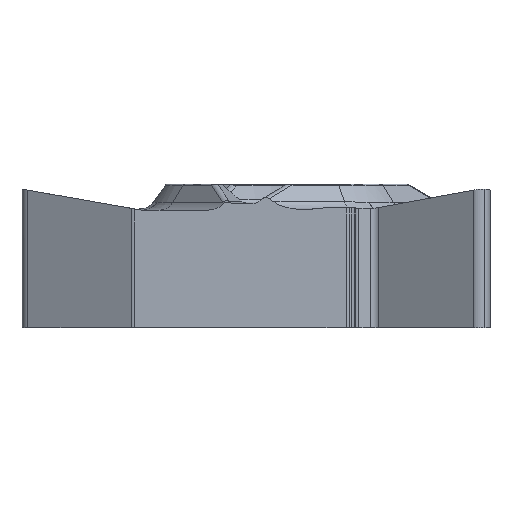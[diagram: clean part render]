
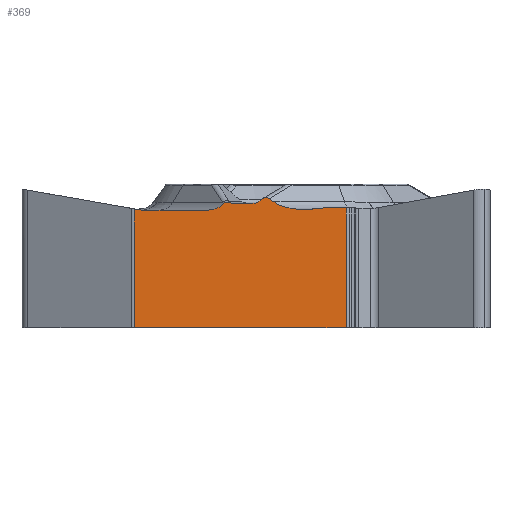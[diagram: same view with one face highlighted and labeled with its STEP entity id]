
A CAD part, left-side view. The second image highlights one B-rep face of the part: STEP entity #369.
In plain terms, the highlighted planar face has unit normal (-1, 0, 0).
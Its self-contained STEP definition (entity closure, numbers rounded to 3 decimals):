
#152=FACE_OUTER_BOUND('',#591,.T.);
#311=ELLIPSE('',#2847,1.5,0.75);
#312=ELLIPSE('',#2848,0.304,0.205);
#313=ELLIPSE('',#2849,0.309,0.3);
#314=ELLIPSE('',#2850,0.309,0.3);
#315=ELLIPSE('',#2851,0.884,0.75);
#369=ADVANCED_FACE('',(#152),#533,.F.);
#533=PLANE('',#2853);
#591=EDGE_LOOP('',(#925,#926,#927,#928,#929,#930,#931,#932,#933,#934,#935,
#936,#937,#938,#939,#940,#941));
#780=CIRCLE('',#2852,0.75);
#925=ORIENTED_EDGE('',*,*,#1996,.F.);
#926=ORIENTED_EDGE('',*,*,#2011,.T.);
#927=ORIENTED_EDGE('',*,*,#2012,.T.);
#928=ORIENTED_EDGE('',*,*,#2013,.T.);
#929=ORIENTED_EDGE('',*,*,#2014,.T.);
#930=ORIENTED_EDGE('',*,*,#2015,.F.);
#931=ORIENTED_EDGE('',*,*,#2016,.F.);
#932=ORIENTED_EDGE('',*,*,#2017,.T.);
#933=ORIENTED_EDGE('',*,*,#2018,.T.);
#934=ORIENTED_EDGE('',*,*,#2019,.T.);
#935=ORIENTED_EDGE('',*,*,#2020,.T.);
#936=ORIENTED_EDGE('',*,*,#2021,.F.);
#937=ORIENTED_EDGE('',*,*,#2022,.T.);
#938=ORIENTED_EDGE('',*,*,#2023,.T.);
#939=ORIENTED_EDGE('',*,*,#2024,.T.);
#940=ORIENTED_EDGE('',*,*,#2025,.T.);
#941=ORIENTED_EDGE('',*,*,#2026,.T.);
#1740=VERTEX_POINT('',#4409);
#1741=VERTEX_POINT('',#4411);
#1755=VERTEX_POINT('',#4441);
#1756=VERTEX_POINT('',#4443);
#1757=VERTEX_POINT('',#4445);
#1758=VERTEX_POINT('',#4447);
#1759=VERTEX_POINT('',#4449);
#1760=VERTEX_POINT('',#4451);
#1761=VERTEX_POINT('',#4453);
#1762=VERTEX_POINT('',#4455);
#1763=VERTEX_POINT('',#4457);
#1764=VERTEX_POINT('',#4459);
#1765=VERTEX_POINT('',#4473);
#1766=VERTEX_POINT('',#4475);
#1767=VERTEX_POINT('',#4477);
#1768=VERTEX_POINT('',#4479);
#1769=VERTEX_POINT('',#4481);
#1996=EDGE_CURVE('',#1740,#1741,#2397,.T.);
#2011=EDGE_CURVE('',#1740,#1755,#2404,.T.);
#2012=EDGE_CURVE('',#1755,#1756,#2405,.T.);
#2013=EDGE_CURVE('',#1756,#1757,#2406,.T.);
#2014=EDGE_CURVE('',#1757,#1758,#311,.T.);
#2015=EDGE_CURVE('',#1759,#1758,#2407,.T.);
#2016=EDGE_CURVE('',#1760,#1759,#312,.T.);
#2017=EDGE_CURVE('',#1760,#1761,#2408,.T.);
#2018=EDGE_CURVE('',#1761,#1762,#313,.T.);
#2019=EDGE_CURVE('',#1762,#1763,#2409,.T.);
#2020=EDGE_CURVE('',#1763,#1764,#314,.T.);
#2021=EDGE_CURVE('',#1765,#1764,#2745,.T.);
#2022=EDGE_CURVE('',#1765,#1766,#315,.T.);
#2023=EDGE_CURVE('',#1766,#1767,#2410,.T.);
#2024=EDGE_CURVE('',#1767,#1768,#780,.T.);
#2025=EDGE_CURVE('',#1768,#1769,#2411,.T.);
#2026=EDGE_CURVE('',#1769,#1741,#2412,.T.);
#2397=LINE('',#4410,#2574);
#2404=LINE('',#4440,#2581);
#2405=LINE('',#4442,#2582);
#2406=LINE('',#4444,#2583);
#2407=LINE('',#4448,#2584);
#2408=LINE('',#4452,#2585);
#2409=LINE('',#4456,#2586);
#2410=LINE('',#4476,#2587);
#2411=LINE('',#4480,#2588);
#2412=LINE('',#4482,#2589);
#2574=VECTOR('',#3178,1.);
#2581=VECTOR('',#3203,1.);
#2582=VECTOR('',#3204,1.);
#2583=VECTOR('',#3205,1.);
#2584=VECTOR('',#3208,1.);
#2585=VECTOR('',#3211,1.);
#2586=VECTOR('',#3214,1.);
#2587=VECTOR('',#3219,1.);
#2588=VECTOR('',#3222,1.);
#2589=VECTOR('',#3223,1.);
#2745=B_SPLINE_CURVE_WITH_KNOTS('',3,(#4460,#4461,#4462,#4463,#4464,#4465,
#4466,#4467,#4468,#4469,#4470,#4471,#4472),.UNSPECIFIED.,.F.,.F.,(4,3,3,
3,4),(0.,0.251,0.501,0.761,1.),
 .UNSPECIFIED.);
#2847=AXIS2_PLACEMENT_3D('',#4446,#3206,#3207);
#2848=AXIS2_PLACEMENT_3D('',#4450,#3209,#3210);
#2849=AXIS2_PLACEMENT_3D('',#4454,#3212,#3213);
#2850=AXIS2_PLACEMENT_3D('',#4458,#3215,#3216);
#2851=AXIS2_PLACEMENT_3D('',#4474,#3217,#3218);
#2852=AXIS2_PLACEMENT_3D('',#4478,#3220,#3221);
#2853=AXIS2_PLACEMENT_3D('',#4483,#3224,#3225);
#3178=DIRECTION('',(0.,1.,0.));
#3203=DIRECTION('',(0.,0.,1.));
#3204=DIRECTION('',(0.,1.,0.));
#3205=DIRECTION('',(0.,0.996,-0.088));
#3206=DIRECTION('',(1.,0.,0.));
#3207=DIRECTION('',(0.,1.,0.));
#3208=DIRECTION('',(0.,-0.814,-0.581));
#3209=DIRECTION('',(1.,0.,0.));
#3210=DIRECTION('',(0.,-0.858,0.514));
#3211=DIRECTION('',(0.,0.775,-0.631));
#3212=DIRECTION('',(1.,0.,0.));
#3213=DIRECTION('',(0.,-1.,0.));
#3214=DIRECTION('',(0.,1.,0.));
#3215=DIRECTION('',(1.,0.,0.));
#3216=DIRECTION('',(0.,-1.,0.));
#3217=DIRECTION('',(1.,0.,0.));
#3218=DIRECTION('',(0.,-1.,0.));
#3219=DIRECTION('',(0.,1.,0.));
#3220=DIRECTION('',(1.,0.,0.));
#3221=DIRECTION('',(0.,1.,0.));
#3222=DIRECTION('',(0.,0.985,0.174));
#3223=DIRECTION('',(0.,0.,-1.));
#3224=DIRECTION('',(1.,0.,0.));
#3225=DIRECTION('',(0.,1.,0.));
#4409=CARTESIAN_POINT('',(-6.35,-2.742,-5.56));
#4410=CARTESIAN_POINT('',(-6.35,8.7,-5.56));
#4411=CARTESIAN_POINT('',(-6.35,6.17,-5.56));
#4440=CARTESIAN_POINT('',(-6.35,-2.742,-0.512));
#4441=CARTESIAN_POINT('',(-6.35,-2.742,-0.512));
#4442=CARTESIAN_POINT('',(-6.35,0.,-0.512));
#4443=CARTESIAN_POINT('',(-6.35,-1.789,-0.512));
#4444=CARTESIAN_POINT('',(-6.35,-2.246,-0.472));
#4445=CARTESIAN_POINT('',(-6.35,-1.196,-0.565));
#4446=CARTESIAN_POINT('',(-6.35,-0.935,0.174));
#4447=CARTESIAN_POINT('',(-6.35,0.293,-0.256));
#4448=CARTESIAN_POINT('',(-6.35,17.805,12.249));
#4449=CARTESIAN_POINT('',(-6.35,0.483,-0.121));
#4450=CARTESIAN_POINT('',(-6.35,0.704,-0.32));
#4451=CARTESIAN_POINT('',(-6.35,0.862,-0.181));
#4452=CARTESIAN_POINT('',(-6.35,-6.754,6.019));
#4453=CARTESIAN_POINT('',(-6.35,0.934,-0.24));
#4454=CARTESIAN_POINT('',(-6.35,1.132,-0.01));
#4455=CARTESIAN_POINT('',(-6.35,1.132,-0.31));
#4456=CARTESIAN_POINT('',(-6.35,8.7,-0.31));
#4457=CARTESIAN_POINT('',(-6.35,2.034,-0.31));
#4458=CARTESIAN_POINT('',(-6.35,2.034,-0.01));
#4459=CARTESIAN_POINT('',(-6.35,2.162,-0.283));
#4460=CARTESIAN_POINT('',(-6.35,2.401,-0.323));
#4461=CARTESIAN_POINT('',(-6.35,2.386,-0.307));
#4462=CARTESIAN_POINT('',(-6.35,2.369,-0.294));
#4463=CARTESIAN_POINT('',(-6.35,2.349,-0.285));
#4464=CARTESIAN_POINT('',(-6.35,2.33,-0.275));
#4465=CARTESIAN_POINT('',(-6.35,2.309,-0.268));
#4466=CARTESIAN_POINT('',(-6.35,2.288,-0.265));
#4467=CARTESIAN_POINT('',(-6.35,2.266,-0.262));
#4468=CARTESIAN_POINT('',(-6.35,2.243,-0.262));
#4469=CARTESIAN_POINT('',(-6.35,2.221,-0.266));
#4470=CARTESIAN_POINT('',(-6.35,2.2,-0.269));
#4471=CARTESIAN_POINT('',(-6.35,2.18,-0.275));
#4472=CARTESIAN_POINT('',(-6.35,2.162,-0.283));
#4473=CARTESIAN_POINT('',(-6.35,2.401,-0.323));
#4474=CARTESIAN_POINT('',(-6.35,3.09,0.147));
#4475=CARTESIAN_POINT('',(-6.35,3.09,-0.603));
#4476=CARTESIAN_POINT('',(-6.35,8.7,-0.603));
#4477=CARTESIAN_POINT('',(-6.35,5.814,-0.603));
#4478=CARTESIAN_POINT('',(-6.35,5.814,0.147));
#4479=CARTESIAN_POINT('',(-6.35,5.944,-0.592));
#4480=CARTESIAN_POINT('',(-6.35,12.993,0.651));
#4481=CARTESIAN_POINT('',(-6.35,6.17,-0.552));
#4482=CARTESIAN_POINT('',(-6.35,6.17,-5.56));
#4483=CARTESIAN_POINT('',(-6.35,8.7,25.));
